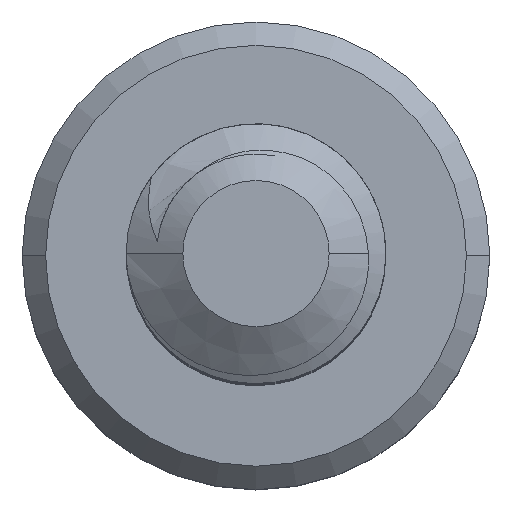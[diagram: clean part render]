
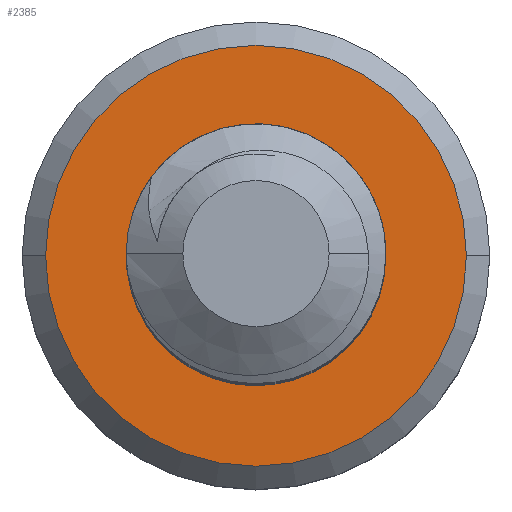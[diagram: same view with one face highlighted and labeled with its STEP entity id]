
A CAD part, top view. The second image highlights one B-rep face of the part: STEP entity #2385.
In plain terms, the highlighted planar face has unit normal (0, 0, 1).
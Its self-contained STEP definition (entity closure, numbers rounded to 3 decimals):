
#20=FACE_BOUND('',#616,.T.);
#23=PLANE('',#2552);
#356=B_SPLINE_CURVE_WITH_KNOTS('',3,(#6080,#6081,#6082,#6083,#6084,#6085,
#6086,#6087,#6088,#6089,#6090,#6091),.UNSPECIFIED.,.F.,.F.,(4,2,2,2,2,4),
(0.,0.001,0.001,0.002,
0.002,0.003),.UNSPECIFIED.);
#357=B_SPLINE_CURVE_WITH_KNOTS('',3,(#6805,#6806,#6807,#6808,#6809,#6810,
#6811,#6812,#6813,#6814,#6815,#6816),.UNSPECIFIED.,.F.,.F.,(4,2,2,2,2,4),
(0.,0.,0.001,0.001,
0.002,0.003),.UNSPECIFIED.);
#481=FACE_OUTER_BOUND('',#615,.T.);
#615=EDGE_LOOP('',(#2197,#2198));
#616=EDGE_LOOP('',(#2199,#2200,#2201,#2202));
#882=CIRCLE('',#2417,2.025);
#890=CIRCLE('',#2508,1.25);
#892=CIRCLE('',#2537,0.958);
#903=CIRCLE('',#2553,2.025);
#904=VERTEX_POINT('',#3010);
#905=VERTEX_POINT('',#3011);
#1129=VERTEX_POINT('',#4865);
#1130=VERTEX_POINT('',#4873);
#1132=VERTEX_POINT('',#6079);
#1133=VERTEX_POINT('',#6797);
#1145=EDGE_CURVE('',#904,#905,#882,.T.);
#1427=EDGE_CURVE('',#1130,#1129,#890,.T.);
#1481=EDGE_CURVE('',#1132,#1129,#356,.T.);
#1484=EDGE_CURVE('',#1130,#1133,#357,.T.);
#1485=EDGE_CURVE('',#1133,#1132,#892,.T.);
#1496=EDGE_CURVE('',#905,#904,#903,.T.);
#2197=ORIENTED_EDGE('',*,*,#1496,.T.);
#2198=ORIENTED_EDGE('',*,*,#1145,.T.);
#2199=ORIENTED_EDGE('',*,*,#1427,.F.);
#2200=ORIENTED_EDGE('',*,*,#1484,.T.);
#2201=ORIENTED_EDGE('',*,*,#1485,.T.);
#2202=ORIENTED_EDGE('',*,*,#1481,.T.);
#2385=ADVANCED_FACE('',(#481,#20),#23,.F.);
#2417=AXIS2_PLACEMENT_3D('',#3012,#2576,#2577);
#2508=AXIS2_PLACEMENT_3D('',#4881,#2871,#2872);
#2537=AXIS2_PLACEMENT_3D('',#6818,#2929,#2930);
#2552=AXIS2_PLACEMENT_3D('',#6838,#2959,#2960);
#2553=AXIS2_PLACEMENT_3D('',#6839,#2961,#2962);
#2576=DIRECTION('center_axis',(0.,0.,1.));
#2577=DIRECTION('ref_axis',(-1.,0.,0.));
#2871=DIRECTION('center_axis',(0.,0.,1.));
#2872=DIRECTION('ref_axis',(1.,0.,0.));
#2929=DIRECTION('center_axis',(0.,0.,-1.));
#2930=DIRECTION('ref_axis',(1.,0.,0.));
#2959=DIRECTION('center_axis',(0.,0.,-1.));
#2960=DIRECTION('ref_axis',(-1.,0.,0.));
#2961=DIRECTION('center_axis',(0.,0.,1.));
#2962=DIRECTION('ref_axis',(-1.,0.,0.));
#3010=CARTESIAN_POINT('',(2.025,0.,-12.));
#3011=CARTESIAN_POINT('',(-2.025,0.,-12.));
#3012=CARTESIAN_POINT('Origin',(0.,0.,-12.));
#4865=CARTESIAN_POINT('',(-0.335,-1.204,-12.));
#4873=CARTESIAN_POINT('',(-1.083,-0.625,-12.));
#4881=CARTESIAN_POINT('Origin',(0.,0.,-12.));
#6079=CARTESIAN_POINT('',(0.829,0.479,-12.));
#6080=CARTESIAN_POINT('Ctrl Pts',(0.829,0.479,-12.));
#6081=CARTESIAN_POINT('Ctrl Pts',(0.962,0.302,-12.));
#6082=CARTESIAN_POINT('Ctrl Pts',(1.032,0.086,-12.));
#6083=CARTESIAN_POINT('Ctrl Pts',(1.029,-0.354,-12.));
#6084=CARTESIAN_POINT('Ctrl Pts',(0.953,-0.569,
-12.));
#6085=CARTESIAN_POINT('Ctrl Pts',(0.696,-0.925,
-12.));
#6086=CARTESIAN_POINT('Ctrl Pts',(0.515,-1.065,-12.));
#6087=CARTESIAN_POINT('Ctrl Pts',(0.211,-1.183,-12.));
#6088=CARTESIAN_POINT('Ctrl Pts',(0.102,-1.209,-12.));
#6089=CARTESIAN_POINT('Ctrl Pts',(-0.115,-1.228,
-12.));
#6090=CARTESIAN_POINT('Ctrl Pts',(-0.226,-1.223,
-12.));
#6091=CARTESIAN_POINT('Ctrl Pts',(-0.335,-1.204,
-12.));
#6797=CARTESIAN_POINT('',(0.256,0.923,-12.));
#6805=CARTESIAN_POINT('Ctrl Pts',(-1.083,-0.625,
-12.));
#6806=CARTESIAN_POINT('Ctrl Pts',(-1.129,-0.525,
-12.));
#6807=CARTESIAN_POINT('Ctrl Pts',(-1.161,-0.42,-12.));
#6808=CARTESIAN_POINT('Ctrl Pts',(-1.195,-0.204,-12.));
#6809=CARTESIAN_POINT('Ctrl Pts',(-1.197,-0.093,
-12.));
#6810=CARTESIAN_POINT('Ctrl Pts',(-1.157,0.232,-12.));
#6811=CARTESIAN_POINT('Ctrl Pts',(-1.068,0.443,-12.));
#6812=CARTESIAN_POINT('Ctrl Pts',(-0.792,0.78,
-12.));
#6813=CARTESIAN_POINT('Ctrl Pts',(-0.601,0.905,-12.));
#6814=CARTESIAN_POINT('Ctrl Pts',(-0.175,1.018,-12.));
#6815=CARTESIAN_POINT('Ctrl Pts',(0.052,1.009,-12.));
#6816=CARTESIAN_POINT('Ctrl Pts',(0.256,0.923,-12.));
#6818=CARTESIAN_POINT('Origin',(0.,0.,-12.));
#6838=CARTESIAN_POINT('Origin',(0.,0.,-12.));
#6839=CARTESIAN_POINT('Origin',(0.,0.,-12.));
